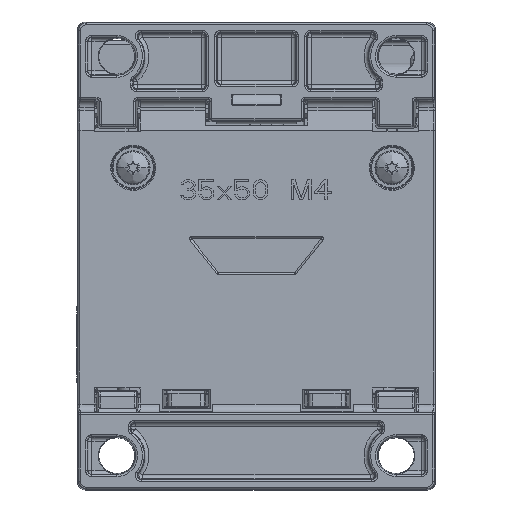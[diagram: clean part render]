
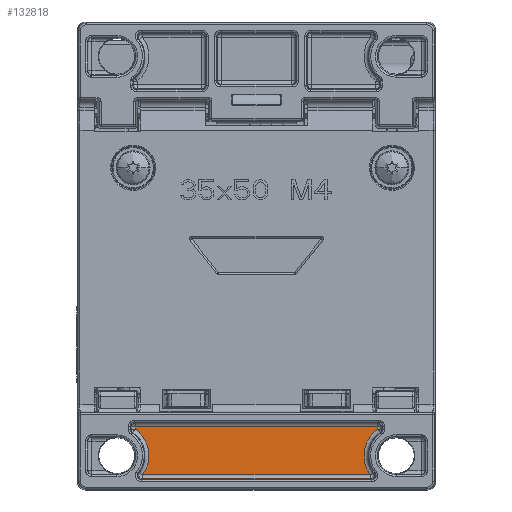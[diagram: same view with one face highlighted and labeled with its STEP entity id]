
A CAD part, front view. The second image highlights one B-rep face of the part: STEP entity #132818.
In plain terms, the highlighted planar face has unit normal (0, -1, 0).
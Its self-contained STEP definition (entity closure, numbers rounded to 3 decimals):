
#114967=DIRECTION('',(0.,0.,1.));
#114968=VECTOR('',#114967,0.274);
#114969=CARTESIAN_POINT('',(-15.204,-0.3,1.542));
#114970=LINE('',#114969,#114968);
#114971=DIRECTION('',(1.,0.,0.));
#114972=VECTOR('',#114971,30.408);
#114973=CARTESIAN_POINT('',(-15.204,-0.3,1.816));
#114974=LINE('',#114973,#114972);
#114975=DIRECTION('',(0.,0.,-1.));
#114976=VECTOR('',#114975,0.274);
#114977=CARTESIAN_POINT('',(15.204,-0.3,1.816));
#114978=LINE('',#114977,#114976);
#114979=CARTESIAN_POINT('',(15.204,-0.3,1.542));
#114980=CARTESIAN_POINT('',(14.98,-0.3,1.386));
#114981=CARTESIAN_POINT('',(14.571,-0.3,1.038));
#114982=CARTESIAN_POINT('',(14.066,-0.3,0.393));
#114983=CARTESIAN_POINT('',(13.703,-0.3,-0.335));
#114984=CARTESIAN_POINT('',(13.492,-0.3,-1.122));
#114985=CARTESIAN_POINT('',(13.442,-0.3,-1.935));
#114986=CARTESIAN_POINT('',(13.555,-0.3,-2.741));
#114987=CARTESIAN_POINT('',(13.829,-0.3,
-3.512));
#114988=CARTESIAN_POINT('',(14.106,-0.3,
-3.972));
#114989=CARTESIAN_POINT('',(14.27,-0.3,
-4.191));
#114991=DIRECTION('',(-1.,0.,0.));
#114992=VECTOR('',#114991,28.54);
#114993=CARTESIAN_POINT('',(14.27,-0.3,
-4.191));
#114994=LINE('',#114993,#114992);
#114995=CARTESIAN_POINT('',(-17.5,-0.3,-1.775));
#114996=DIRECTION('',(0.,-1.,0.));
#114997=DIRECTION('',(0.801,0.,-0.599));
#114998=AXIS2_PLACEMENT_3D('',#114995,#114996,#114997);
#125117=CARTESIAN_POINT('',(-15.204,-0.3,1.542));
#125118=CARTESIAN_POINT('',(-15.204,-0.3,1.816));
#125119=VERTEX_POINT('',#125117);
#125120=VERTEX_POINT('',#125118);
#125125=CARTESIAN_POINT('',(15.204,-0.3,1.816));
#125126=VERTEX_POINT('',#125125);
#125131=CARTESIAN_POINT('',(15.204,-0.3,1.542));
#125132=VERTEX_POINT('',#125131);
#125137=VERTEX_POINT('',#114989);
#125141=CARTESIAN_POINT('',(-14.27,-0.3,-4.191));
#125142=VERTEX_POINT('',#125141);
#132800=CARTESIAN_POINT('',(0.,-0.3,-8.1));
#132801=DIRECTION('',(0.,-1.,0.));
#132802=DIRECTION('',(0.,0.,1.));
#132803=AXIS2_PLACEMENT_3D('',#132800,#132801,#132802);
#132804=PLANE('',#132803);
#132806=ORIENTED_EDGE('',*,*,#132805,.T.);
#132808=ORIENTED_EDGE('',*,*,#132807,.T.);
#132810=ORIENTED_EDGE('',*,*,#132809,.T.);
#132812=ORIENTED_EDGE('',*,*,#132811,.T.);
#132813=ORIENTED_EDGE('',*,*,#132791,.T.);
#132815=ORIENTED_EDGE('',*,*,#132814,.T.);
#132816=EDGE_LOOP('',(#132806,#132808,#132810,#132812,#132813,#132815));
#132817=FACE_OUTER_BOUND('',#132816,.F.);
#132818=ADVANCED_FACE('',(#132817),#132804,.T.);
#114990=B_SPLINE_CURVE_WITH_KNOTS('',3,(#114979,#114980,#114981,#114982,#114983,
#114984,#114985,#114986,#114987,#114988,#114989),.UNSPECIFIED.,.F.,.F.,(4,1,1,1,
1,1,1,1,4),(0.,0.125,0.25,0.375,0.5,0.625,0.75,0.875,1.),
.UNSPECIFIED.);
#114999=CIRCLE('',#114998,4.034);
#132791=EDGE_CURVE('',#125137,#125142,#114994,.T.);
#132805=EDGE_CURVE('',#125119,#125120,#114970,.T.);
#132807=EDGE_CURVE('',#125120,#125126,#114974,.T.);
#132809=EDGE_CURVE('',#125126,#125132,#114978,.T.);
#132811=EDGE_CURVE('',#125132,#125137,#114990,.T.);
#132814=EDGE_CURVE('',#125142,#125119,#114999,.T.);
